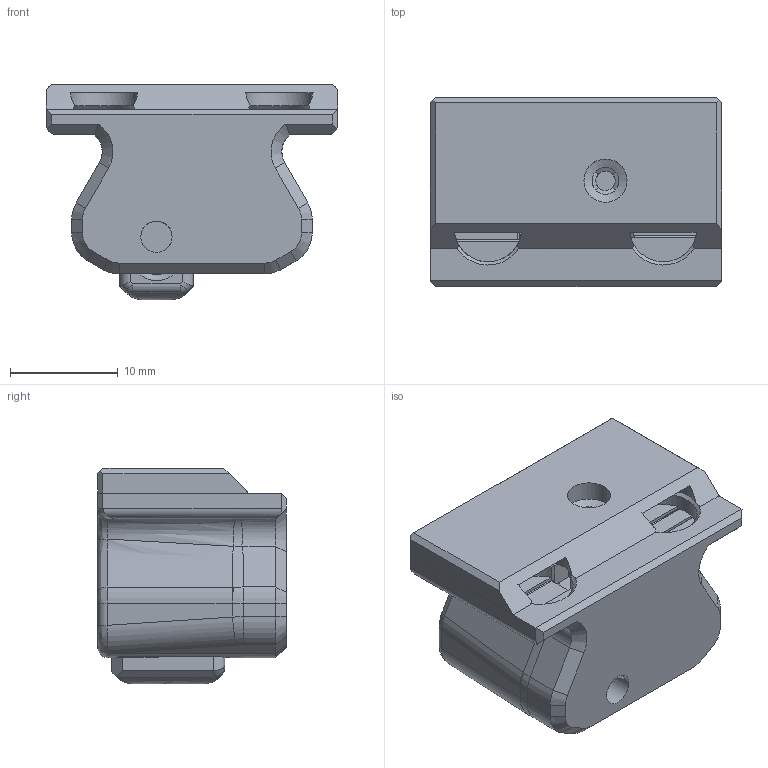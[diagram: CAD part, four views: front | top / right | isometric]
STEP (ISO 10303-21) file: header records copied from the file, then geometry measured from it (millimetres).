
FILE_DESCRIPTION(/* description */ (''),/* implementation_level */ '2;1');
FILE_NAME(/* name */ 'UKNF screwpin.step',/* time_stamp */ '2022-06-08T14:26:49-07:00',/* author */ (''),/* organization */ (''),/* preprocessor_version */ 'ST-DEVELOPER v19',/* originating_system */ 'Autodesk Translation Framework v11.7.0.108',/* authorisation */ '');
FILE_SCHEMA (('AUTOMOTIVE_DESIGN { 1 0 10303 214 3 1 1 }'));
Length unit declared in the file: millimetre
Products named in the file (2): screwpin; pin (1)
Assembly tree (1 placements, depth 2):
  screwpin
    pin (1)
Bounding box: 27 x 17.5 x 19.97 mm (x, y, z)
Volume: 8811.2 mm3; surface area: 7794.1 mm2
Topology: 5 solids, 5 shells, 623 faces, 1648 edges, 1038 vertices
Faces by surface type: plane 275, cylinder 142, bspline 137, cone 37, torus 20, sphere 12
Full cylindrical faces by diameter (mm): 1.8 x2, 2.5 x1, 2.9 x2, 3 x1, 4 x1, 6.1 x1, 6.3 x3
Entity records: 26528 total; most frequent: CARTESIAN_POINT 11828, ORIENTED_EDGE 3292, DIRECTION 2708, EDGE_CURVE 1646, VERTEX_POINT 1038, AXIS2_PLACEMENT_3D 922, LINE 864, VECTOR 864
